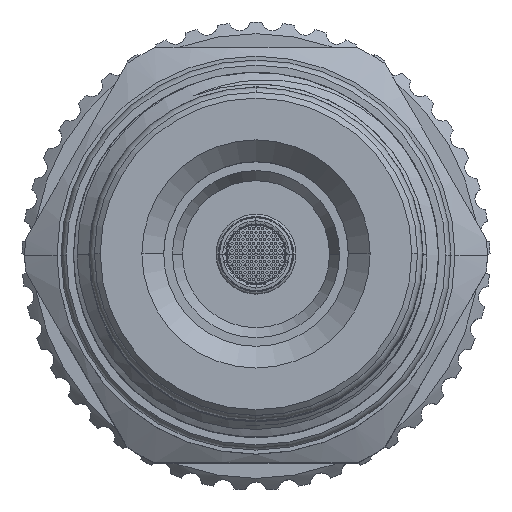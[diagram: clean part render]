
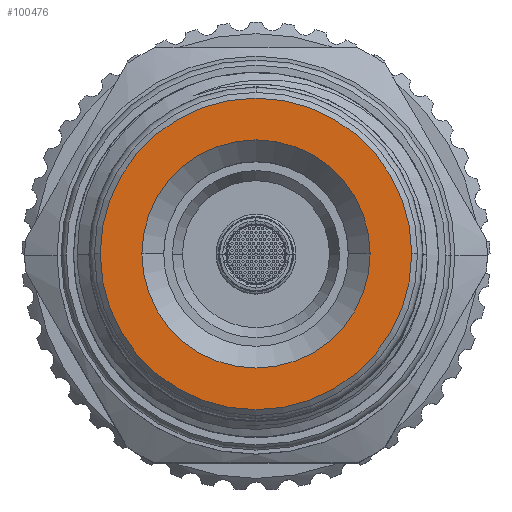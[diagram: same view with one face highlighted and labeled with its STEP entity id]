
A CAD part, top view. The second image highlights one B-rep face of the part: STEP entity #100476.
In plain terms, the highlighted planar face has unit normal (0, 0, 1).
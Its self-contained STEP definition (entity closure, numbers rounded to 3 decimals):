
#5193 = DIRECTION ( 'NONE',  ( 0., 0., -1. ) ) ;
#5198 = CARTESIAN_POINT ( 'NONE',  ( 0., 0., -2.957 ) ) ;
#8421 = CIRCLE ( 'NONE', #10897, 7.85 ) ;
#10897 = AXIS2_PLACEMENT_3D ( 'NONE', #81013, #34384, #96740 ) ;
#11299 = DIRECTION ( 'NONE',  ( 0., 0., 1. ) ) ;
#14041 = CARTESIAN_POINT ( 'NONE',  ( 0., 0., -2.957 ) ) ;
#20867 = CARTESIAN_POINT ( 'NONE',  ( -7.85, 0., -2.957 ) ) ;
#22502 = VERTEX_POINT ( 'NONE', #20867 ) ;
#26907 = DIRECTION ( 'NONE',  ( -1., 0., 0. ) ) ;
#30311 = ORIENTED_EDGE ( 'NONE', *, *, #32580, .F. ) ;
#32580 = EDGE_CURVE ( 'NONE', #22502, #97748, #8421, .T. ) ;
#34384 = DIRECTION ( 'NONE',  ( 0., 0., 1. ) ) ;
#34684 = EDGE_LOOP ( 'NONE', ( #34766, #50802 ) ) ;
#34766 = ORIENTED_EDGE ( 'NONE', *, *, #49878, .T. ) ;
#37350 = EDGE_CURVE ( 'NONE', #97748, #22502, #75198, .T. ) ;
#37668 = FACE_BOUND ( 'NONE', #64133, .T. ) ;
#42720 = EDGE_CURVE ( 'NONE', #48924, #62086, #77253, .T. ) ;
#48924 = VERTEX_POINT ( 'NONE', #101106 ) ;
#49878 = EDGE_CURVE ( 'NONE', #62086, #48924, #97729, .T. ) ;
#50802 = ORIENTED_EDGE ( 'NONE', *, *, #42720, .T. ) ;
#57884 = CARTESIAN_POINT ( 'NONE',  ( 0., 0., -2.957 ) ) ;
#58636 = DIRECTION ( 'NONE',  ( -1., 0., 0. ) ) ;
#58957 = PLANE ( 'NONE',  #70590 ) ;
#62086 = VERTEX_POINT ( 'NONE', #92204 ) ;
#64133 = EDGE_LOOP ( 'NONE', ( #82030, #30311 ) ) ;
#66418 = CARTESIAN_POINT ( 'NONE',  ( 0., 0., -2.957 ) ) ;
#66896 = FACE_OUTER_BOUND ( 'NONE', #34684, .T. ) ;
#70590 = AXIS2_PLACEMENT_3D ( 'NONE', #66418, #5193, #82426 ) ;
#71049 = AXIS2_PLACEMENT_3D ( 'NONE', #5198, #82433, #58636 ) ;
#73435 = AXIS2_PLACEMENT_3D ( 'NONE', #14041, #98474, #90961 ) ;
#75198 = CIRCLE ( 'NONE', #73435, 7.85 ) ;
#77253 = CIRCLE ( 'NONE', #96315, 10.715 ) ;
#78575 = CARTESIAN_POINT ( 'NONE',  ( 7.85, 0., -2.957 ) ) ;
#81013 = CARTESIAN_POINT ( 'NONE',  ( 0., 0., -2.957 ) ) ;
#82030 = ORIENTED_EDGE ( 'NONE', *, *, #37350, .F. ) ;
#82426 = DIRECTION ( 'NONE',  ( -1., 0., 0. ) ) ;
#82433 = DIRECTION ( 'NONE',  ( 0., 0., 1. ) ) ;
#90961 = DIRECTION ( 'NONE',  ( 1., 0., 0. ) ) ;
#92204 = CARTESIAN_POINT ( 'NONE',  ( -10.715, 0., -2.957 ) ) ;
#96315 = AXIS2_PLACEMENT_3D ( 'NONE', #57884, #11299, #26907 ) ;
#96740 = DIRECTION ( 'NONE',  ( 1., 0., 0. ) ) ;
#97729 = CIRCLE ( 'NONE', #71049, 10.715 ) ;
#97748 = VERTEX_POINT ( 'NONE', #78575 ) ;
#98474 = DIRECTION ( 'NONE',  ( 0., 0., 1. ) ) ;
#100476 = ADVANCED_FACE ( 'NONE', ( #66896, #37668 ), #58957, .F. ) ;
#101106 = CARTESIAN_POINT ( 'NONE',  ( 10.715, 0., -2.957 ) ) ;
